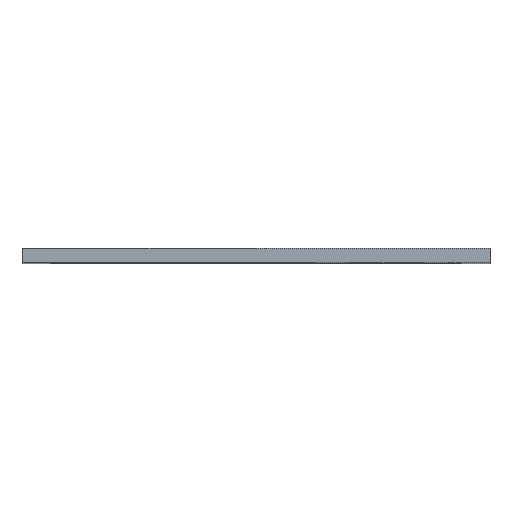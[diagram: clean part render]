
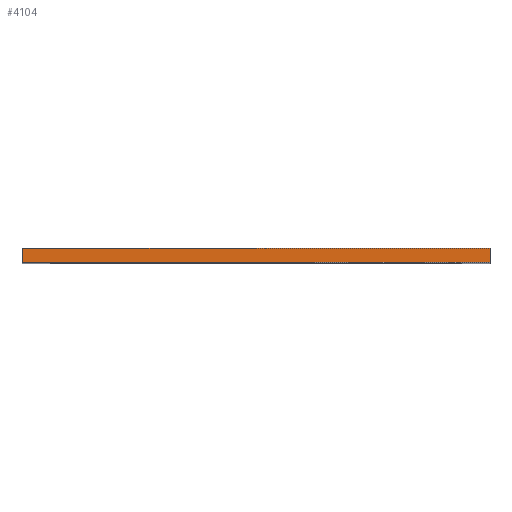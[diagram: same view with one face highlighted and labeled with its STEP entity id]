
A CAD part, top view. The second image highlights one B-rep face of the part: STEP entity #4104.
In plain terms, the highlighted planar face has unit normal (0, 0, 1).
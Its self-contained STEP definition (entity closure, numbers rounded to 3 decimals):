
#550=FACE_OUTER_BOUND('',#788,.T.);
#788=EDGE_LOOP('',(#3385,#3386,#3387,#3388));
#1374=LINE('',#6471,#1806);
#1382=LINE('',#6486,#1814);
#1383=LINE('',#6488,#1815);
#1384=LINE('',#6489,#1816);
#1806=VECTOR('',#5374,10.);
#1814=VECTOR('',#5386,10.);
#1815=VECTOR('',#5389,10.);
#1816=VECTOR('',#5390,10.);
#2189=VERTEX_POINT('',#6467);
#2191=VERTEX_POINT('',#6470);
#2195=VERTEX_POINT('',#6482);
#2196=VERTEX_POINT('',#6484);
#2710=EDGE_CURVE('',#2189,#2191,#1374,.T.);
#2718=EDGE_CURVE('',#2195,#2196,#1382,.T.);
#2719=EDGE_CURVE('',#2195,#2189,#1383,.T.);
#2720=EDGE_CURVE('',#2191,#2196,#1384,.T.);
#3385=ORIENTED_EDGE('',*,*,#2719,.F.);
#3386=ORIENTED_EDGE('',*,*,#2718,.T.);
#3387=ORIENTED_EDGE('',*,*,#2720,.F.);
#3388=ORIENTED_EDGE('',*,*,#2710,.F.);
#3912=PLANE('',#4390);
#4104=ADVANCED_FACE('',(#550),#3912,.T.);
#4390=AXIS2_PLACEMENT_3D('',#6487,#5387,#5388);
#5374=DIRECTION('',(0.,1.,0.));
#5386=DIRECTION('',(0.,1.,0.));
#5387=DIRECTION('center_axis',(0.,0.,1.));
#5388=DIRECTION('ref_axis',(1.,0.,0.));
#5389=DIRECTION('',(-1.,0.,0.));
#5390=DIRECTION('',(1.,0.,0.));
#6467=CARTESIAN_POINT('',(-50.,0.,70.));
#6470=CARTESIAN_POINT('',(-50.,3.,70.));
#6471=CARTESIAN_POINT('',(-50.,0.,70.));
#6482=CARTESIAN_POINT('',(50.,0.,70.));
#6484=CARTESIAN_POINT('',(50.,3.,70.));
#6486=CARTESIAN_POINT('',(50.,0.,70.));
#6487=CARTESIAN_POINT('Origin',(-50.,0.,70.));
#6488=CARTESIAN_POINT('',(50.,0.,70.));
#6489=CARTESIAN_POINT('',(50.,3.,70.));
